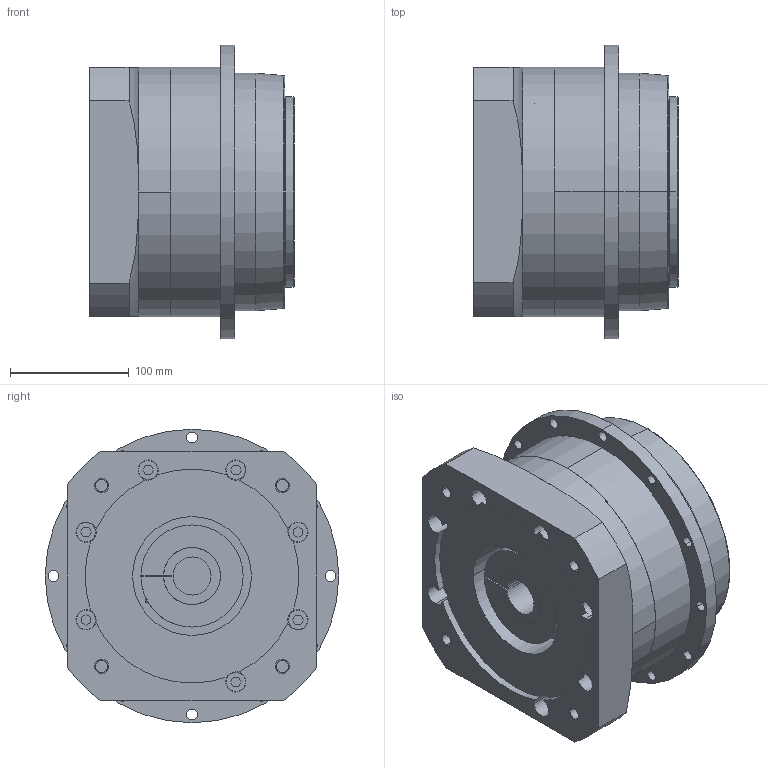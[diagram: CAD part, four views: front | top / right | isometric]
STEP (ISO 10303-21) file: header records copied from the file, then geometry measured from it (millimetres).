
FILE_DESCRIPTION((''),'2;1');
FILE_NAME('MB_PSFN_MASTER','2022-04-13T',('agw'),(''),'CREO PARAMETRIC BY PTC INC, 2018360','CREO PARAMETRIC BY PTC INC, 2018360','');
FILE_SCHEMA(('AUTOMOTIVE_DESIGN { 1 0 10303 214 1 1 1 1 }'));
Length unit declared in the file: millimetre
Products named in the file (1): MB_PSFN_MASTER
Bounding box: 172 x 247 x 247 mm (x, y, z)
Volume: 5748104.3 mm3; surface area: 311932.3 mm2
Topology: 1 solids, 23 shells, 342 faces, 812 edges, 536 vertices
Faces by surface type: cylinder 174, plane 154, torus 8, cone 6
Entity records: 12376 total; most frequent: DIRECTION 1866, CARTESIAN_POINT 1809, ORIENTED_EDGE 1560, EDGE_CURVE 812, AXIS2_PLACEMENT_3D 721, VERTEX_POINT 536, VECTOR 424, LINE 424
